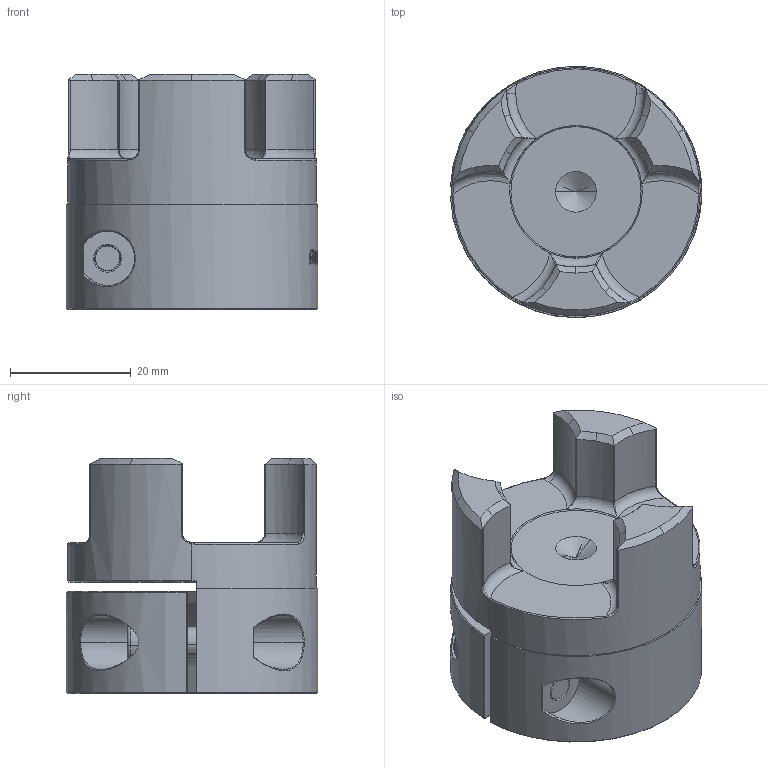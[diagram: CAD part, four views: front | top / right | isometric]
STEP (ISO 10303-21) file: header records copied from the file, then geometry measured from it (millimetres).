
FILE_DESCRIPTION(('HOOPS Exchange Step'),'2;1');
FILE_NAME('export-B101740C-0824-4AC7-8972-C003BB051F09.stp','2021-09-15T11:48:27+02:00',('User'),('Alibre'),'HOOPS Exchange 2020.1','Alibre','Unknown authorisation');
FILE_SCHEMA( ('AP242_MANAGED_MODEL_BASED_3D_ENGINEERING_MIM_LF {1 0 10303 442 1 1 4 }') );
Length unit declared in the file: millimetre
Products named in the file (3): 5123 HUB ShaftCoupler  DCNC-D40-L65-B0.00mm (only centered); 5293 DIN 912 metric bolts M5x16; 5123 HUB ShaftCoupler DCNC-D40-L65-B0.00mm (only centered)
Assembly tree (2 placements, depth 2):
  5123 HUB ShaftCoupler DCNC-D40-L65-B0.00mm (only centered)
    5123 HUB ShaftCoupler  DCNC-D40-L65-B0.00mm (only centered)
    5293 DIN 912 metric bolts M5x16
Bounding box: 41.69 x 41.69 x 39 mm (x, y, z)
Volume: 35226.9 mm3; surface area: 10957.8 mm2
Topology: 2 solids, 2 shells, 342 faces, 917 edges, 586 vertices
Faces by surface type: bspline 150, plane 73, cylinder 58, cone 41, torus 20
Entity records: 21928 total; most frequent: CARTESIAN_POINT 14745, ORIENTED_EDGE 1810, DIRECTION 929, EDGE_CURVE 905, VERTEX_POINT 586, B_SPLINE_CURVE_WITH_KNOTS 543, AXIS2_PLACEMENT_3D 369, EDGE_LOOP 365
